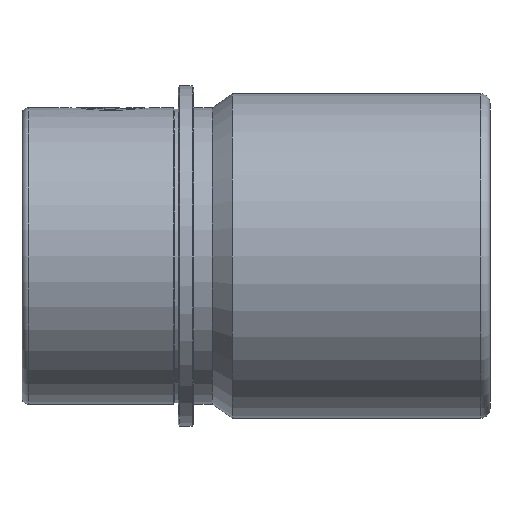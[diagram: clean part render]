
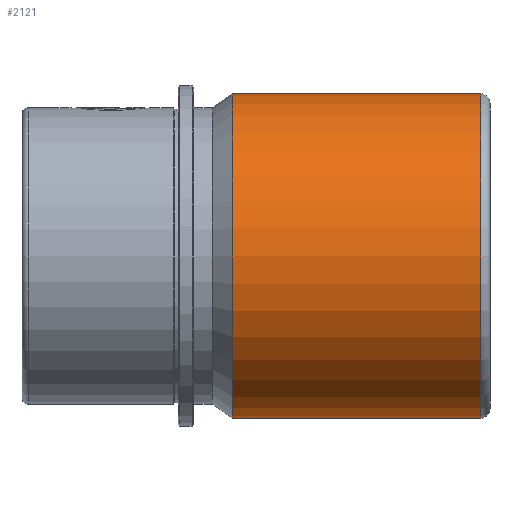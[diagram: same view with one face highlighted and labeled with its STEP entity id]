
A CAD part, left-side view. The second image highlights one B-rep face of the part: STEP entity #2121.
In plain terms, the highlighted cylindrical face has radius 52 mm (diameter 104 mm), a partial arc.
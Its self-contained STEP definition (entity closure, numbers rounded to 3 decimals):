
#12 = CARTESIAN_POINT ( 'NONE',  ( -17.5, 0., -52. ) ) ;
#56 = LINE ( 'NONE', #2944, #509 ) ;
#75 = EDGE_CURVE ( 'NONE', #1281, #1931, #56, .T. ) ;
#90 = CARTESIAN_POINT ( 'NONE',  ( -17.5, 14.266, 0. ) ) ;
#94 = CYLINDRICAL_SURFACE ( 'NONE', #732, 52. ) ;
#114 = VERTEX_POINT ( 'NONE', #2752 ) ;
#327 = AXIS2_PLACEMENT_3D ( 'NONE', #90, #2630, #876 ) ;
#509 = VECTOR ( 'NONE', #1942, 1000. ) ;
#511 = EDGE_CURVE ( 'NONE', #1281, #1884, #2645, .T. ) ;
#538 = EDGE_LOOP ( 'NONE', ( #2509, #1878, #2776, #662 ) ) ;
#662 = ORIENTED_EDGE ( 'NONE', *, *, #1808, .F. ) ;
#677 = VECTOR ( 'NONE', #3300, 1000. ) ;
#679 = DIRECTION ( 'NONE',  ( 0., 0., -1. ) ) ;
#732 = AXIS2_PLACEMENT_3D ( 'NONE', #2015, #2260, #679 ) ;
#832 = CIRCLE ( 'NONE', #3188, 52. ) ;
#876 = DIRECTION ( 'NONE',  ( 0., 0., -1. ) ) ;
#927 = DIRECTION ( 'NONE',  ( 0., -1., 0. ) ) ;
#952 = EDGE_CURVE ( 'NONE', #1884, #114, #1900, .T. ) ;
#1178 = DIRECTION ( 'NONE',  ( 0., 0., -1. ) ) ;
#1281 = VERTEX_POINT ( 'NONE', #1911 ) ;
#1808 = EDGE_CURVE ( 'NONE', #1931, #114, #832, .T. ) ;
#1878 = ORIENTED_EDGE ( 'NONE', *, *, #511, .T. ) ;
#1884 = VERTEX_POINT ( 'NONE', #1950 ) ;
#1900 = LINE ( 'NONE', #12, #677 ) ;
#1911 = CARTESIAN_POINT ( 'NONE',  ( -17.5, 14.266, 52. ) ) ;
#1931 = VERTEX_POINT ( 'NONE', #2293 ) ;
#1942 = DIRECTION ( 'NONE',  ( 0., -1., 0. ) ) ;
#1950 = CARTESIAN_POINT ( 'NONE',  ( -17.5, 14.266, -52. ) ) ;
#2015 = CARTESIAN_POINT ( 'NONE',  ( -17.5, 0., 0. ) ) ;
#2121 = ADVANCED_FACE ( 'NONE', ( #3088 ), #94, .T. ) ;
#2260 = DIRECTION ( 'NONE',  ( 0., -1., 0. ) ) ;
#2293 = CARTESIAN_POINT ( 'NONE',  ( -17.5, -65.308, 52. ) ) ;
#2509 = ORIENTED_EDGE ( 'NONE', *, *, #75, .F. ) ;
#2630 = DIRECTION ( 'NONE',  ( 0., -1., 0. ) ) ;
#2645 = CIRCLE ( 'NONE', #327, 52. ) ;
#2752 = CARTESIAN_POINT ( 'NONE',  ( -17.5, -65.308, -52. ) ) ;
#2776 = ORIENTED_EDGE ( 'NONE', *, *, #952, .T. ) ;
#2944 = CARTESIAN_POINT ( 'NONE',  ( -17.5, 0., 52. ) ) ;
#2962 = CARTESIAN_POINT ( 'NONE',  ( -17.5, -65.308, 0. ) ) ;
#3088 = FACE_OUTER_BOUND ( 'NONE', #538, .T. ) ;
#3188 = AXIS2_PLACEMENT_3D ( 'NONE', #2962, #927, #1178 ) ;
#3300 = DIRECTION ( 'NONE',  ( 0., -1., 0. ) ) ;
